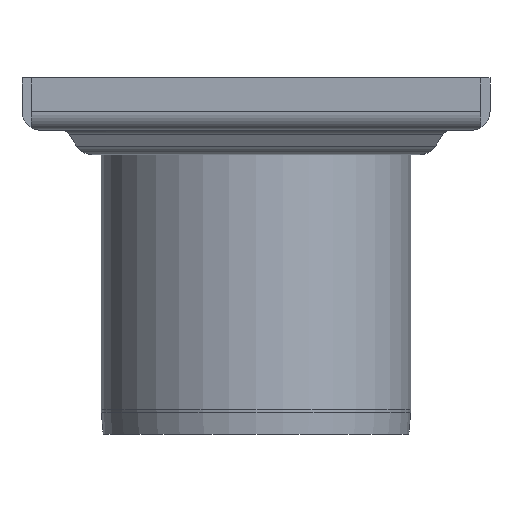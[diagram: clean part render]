
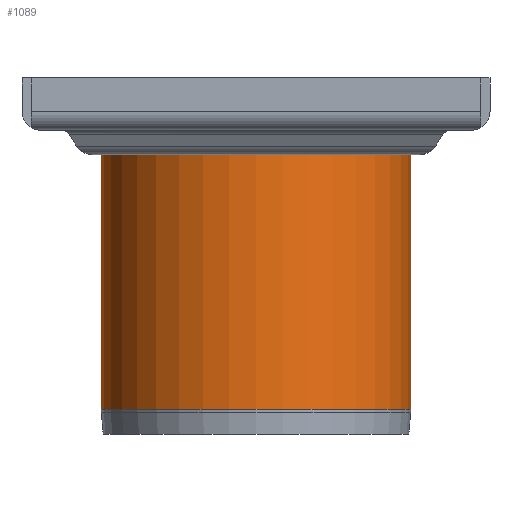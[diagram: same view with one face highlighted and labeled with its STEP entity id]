
A CAD part, front view. The second image highlights one B-rep face of the part: STEP entity #1089.
In plain terms, the highlighted cylindrical face has radius 665 mm (diameter 1330 mm), a full revolution.
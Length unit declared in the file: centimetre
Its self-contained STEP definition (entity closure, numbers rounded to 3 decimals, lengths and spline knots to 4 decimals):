
#159=FACE_OUTER_BOUND('',#232,.T.);
#232=EDGE_LOOP('',(#980,#981,#982,#983,#984));
#332=LINE('',#1948,#431);
#431=VECTOR('',#1542,66.5);
#453=CIRCLE('',#1205,66.5);
#454=CIRCLE('',#1207,66.5);
#455=CIRCLE('',#1208,66.5);
#538=VERTEX_POINT('',#1941);
#539=VERTEX_POINT('',#1944);
#540=VERTEX_POINT('',#1945);
#686=EDGE_CURVE('',#538,#538,#453,.T.);
#687=EDGE_CURVE('',#539,#540,#454,.T.);
#688=EDGE_CURVE('',#540,#539,#455,.T.);
#689=EDGE_CURVE('',#540,#538,#332,.T.);
#980=ORIENTED_EDGE('',*,*,#687,.F.);
#981=ORIENTED_EDGE('',*,*,#688,.F.);
#982=ORIENTED_EDGE('',*,*,#689,.T.);
#983=ORIENTED_EDGE('',*,*,#686,.T.);
#984=ORIENTED_EDGE('',*,*,#689,.F.);
#1023=CYLINDRICAL_SURFACE('',#1206,66.5);
#1089=ADVANCED_FACE('',(#159),#1023,.T.);
#1205=AXIS2_PLACEMENT_3D('',#1942,#1534,#1535);
#1206=AXIS2_PLACEMENT_3D('',#1943,#1536,#1537);
#1207=AXIS2_PLACEMENT_3D('',#1946,#1538,#1539);
#1208=AXIS2_PLACEMENT_3D('',#1947,#1540,#1541);
#1534=DIRECTION('center_axis',(0.,0.,-1.));
#1535=DIRECTION('ref_axis',(1.,0.,0.));
#1536=DIRECTION('center_axis',(0.,0.,-1.));
#1537=DIRECTION('ref_axis',(-1.,0.,0.));
#1538=DIRECTION('center_axis',(0.,0.,-1.));
#1539=DIRECTION('ref_axis',(1.,0.,0.));
#1540=DIRECTION('center_axis',(0.,0.,-1.));
#1541=DIRECTION('ref_axis',(1.,0.,0.));
#1542=DIRECTION('',(0.,0.,1.));
#1941=CARTESIAN_POINT('',(705.911,251.729,46.));
#1942=CARTESIAN_POINT('Origin',(639.411,251.729,46.));
#1943=CARTESIAN_POINT('Origin',(639.411,251.729,-8.6835));
#1944=CARTESIAN_POINT('',(639.411,185.229,-63.3669));
#1945=CARTESIAN_POINT('',(705.911,251.729,-63.3669));
#1946=CARTESIAN_POINT('Origin',(639.411,251.729,-63.3669));
#1947=CARTESIAN_POINT('Origin',(639.411,251.729,-63.3669));
#1948=CARTESIAN_POINT('',(705.911,251.729,-8.6835));
